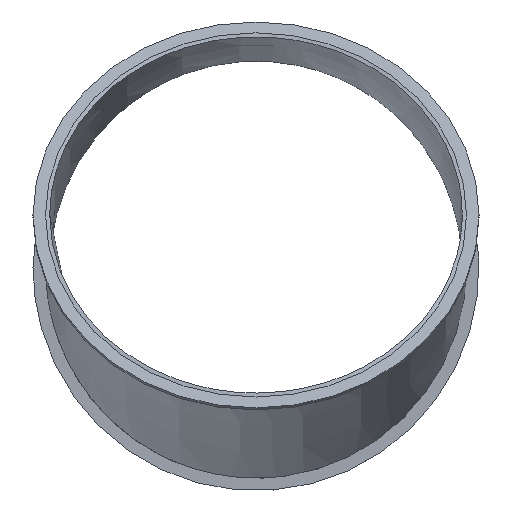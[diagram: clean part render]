
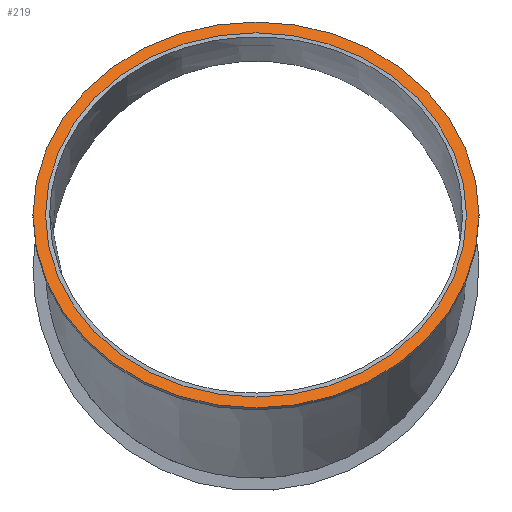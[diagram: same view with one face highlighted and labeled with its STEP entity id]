
A CAD part, top view. The second image highlights one B-rep face of the part: STEP entity #219.
In plain terms, the highlighted planar face has unit normal (0, 0.5, 0.866).
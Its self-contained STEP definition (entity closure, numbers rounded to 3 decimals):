
#73=CARTESIAN_POINT('',(-101.,25.135,93.804));
#74=VERTEX_POINT('',#73);
#87=CARTESIAN_POINT('',(101.,25.135,93.804));
#88=VERTEX_POINT('',#87);
#134=CARTESIAN_POINT('',(-107.,25.135,93.804));
#135=VERTEX_POINT('',#134);
#136=CARTESIAN_POINT('',(0.,25.135,93.804));
#137=DIRECTION('',(0.0,0.5,0.866));
#138=DIRECTION('',(1.0,0.0,0.0));
#139=AXIS2_PLACEMENT_3D('',#136,#137,#138);
#140=CIRCLE('',#139,107.);
#141=EDGE_CURVE('',#135,#135,#140,.T.);
#195=CARTESIAN_POINT('',(0.,25.135,93.804));
#196=DIRECTION('',(0.0,0.5,0.866));
#197=DIRECTION('',(1.0,0.0,0.0));
#198=AXIS2_PLACEMENT_3D('',#195,#196,#197);
#199=PLANE('',#198);
#200=ORIENTED_EDGE('',*,*,#141,.T.);
#201=EDGE_LOOP('',(#200));
#202=FACE_OUTER_BOUND('',#201,.T.);
#203=CARTESIAN_POINT('',(0.,25.135,93.804));
#204=DIRECTION('',(0.0,0.5,0.866));
#205=DIRECTION('',(-1.0,0.0,0.0));
#206=AXIS2_PLACEMENT_3D('',#203,#204,#205);
#207=CIRCLE('',#206,101.);
#208=EDGE_CURVE('',#88,#74,#207,.T.);
#209=ORIENTED_EDGE('',*,*,#208,.F.);
#210=CARTESIAN_POINT('',(0.,25.135,93.804));
#211=DIRECTION('',(0.0,0.5,0.866));
#212=DIRECTION('',(-1.0,0.0,0.0));
#213=AXIS2_PLACEMENT_3D('',#210,#211,#212);
#214=CIRCLE('',#213,101.);
#215=EDGE_CURVE('',#74,#88,#214,.T.);
#216=ORIENTED_EDGE('',*,*,#215,.F.);
#217=EDGE_LOOP('',(#209,#216));
#218=FACE_BOUND('',#217,.T.);
#219=ADVANCED_FACE('',(#202,#218),#199,.T.);
